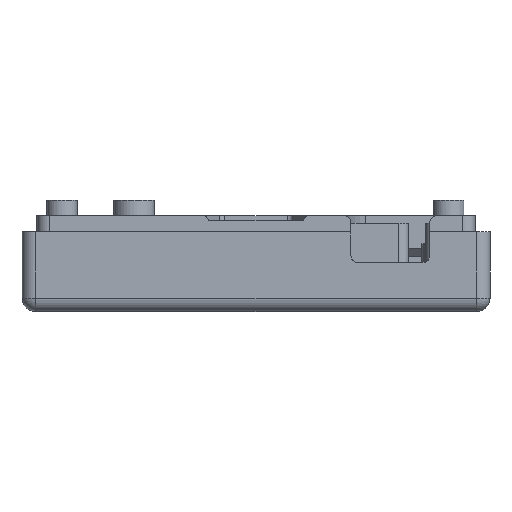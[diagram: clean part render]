
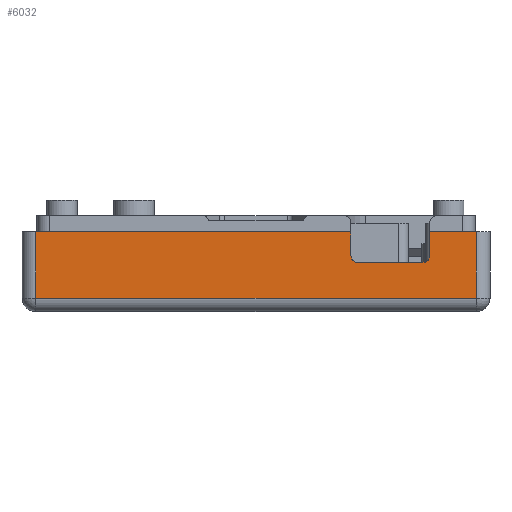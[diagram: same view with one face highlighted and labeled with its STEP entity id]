
A CAD part, front view. The second image highlights one B-rep face of the part: STEP entity #6032.
In plain terms, the highlighted planar face has unit normal (0, -1, 0).
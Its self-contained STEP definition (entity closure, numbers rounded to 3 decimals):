
#379=CIRCLE('',#6332,1.);
#380=CIRCLE('',#6336,1.);
#716=FACE_OUTER_BOUND('',#1067,.T.);
#1067=EDGE_LOOP('',(#4465,#4466,#4467,#4468,#4469,#4470,#4471,#4472,#4473,
#4474));
#1398=LINE('',#8662,#1944);
#1410=LINE('',#8691,#1956);
#1415=LINE('',#8711,#1961);
#1440=LINE('',#8766,#1986);
#1451=LINE('',#8801,#1997);
#1593=LINE('',#9548,#2139);
#1594=LINE('',#9550,#2140);
#1595=LINE('',#9551,#2141);
#1944=VECTOR('',#6959,10.);
#1956=VECTOR('',#6981,10.);
#1961=VECTOR('',#7004,10.);
#1986=VECTOR('',#7047,10.);
#1997=VECTOR('',#7074,10.);
#2139=VECTOR('',#7534,10.);
#2140=VECTOR('',#7535,10.);
#2141=VECTOR('',#7536,10.);
#2492=VERTEX_POINT('',#8659);
#2493=VERTEX_POINT('',#8661);
#2504=VERTEX_POINT('',#8688);
#2505=VERTEX_POINT('',#8690);
#2508=VERTEX_POINT('',#8697);
#2510=VERTEX_POINT('',#8704);
#2532=VERTEX_POINT('',#8764);
#2548=VERTEX_POINT('',#8800);
#2730=VERTEX_POINT('',#9547);
#2731=VERTEX_POINT('',#9549);
#3086=EDGE_CURVE('',#2493,#2492,#1398,.T.);
#3100=EDGE_CURVE('',#2505,#2504,#1410,.T.);
#3104=EDGE_CURVE('',#2508,#2504,#379,.T.);
#3107=EDGE_CURVE('',#2493,#2510,#380,.T.);
#3111=EDGE_CURVE('',#2508,#2510,#1415,.T.);
#3137=EDGE_CURVE('',#2532,#2492,#1440,.T.);
#3156=EDGE_CURVE('',#2505,#2548,#1451,.T.);
#3405=EDGE_CURVE('',#2730,#2532,#1593,.T.);
#3406=EDGE_CURVE('',#2731,#2730,#1594,.T.);
#3407=EDGE_CURVE('',#2548,#2731,#1595,.T.);
#4465=ORIENTED_EDGE('',*,*,#3100,.T.);
#4466=ORIENTED_EDGE('',*,*,#3104,.F.);
#4467=ORIENTED_EDGE('',*,*,#3111,.T.);
#4468=ORIENTED_EDGE('',*,*,#3107,.F.);
#4469=ORIENTED_EDGE('',*,*,#3086,.T.);
#4470=ORIENTED_EDGE('',*,*,#3137,.F.);
#4471=ORIENTED_EDGE('',*,*,#3405,.F.);
#4472=ORIENTED_EDGE('',*,*,#3406,.F.);
#4473=ORIENTED_EDGE('',*,*,#3407,.F.);
#4474=ORIENTED_EDGE('',*,*,#3156,.F.);
#5822=PLANE('',#6514);
#6032=ADVANCED_FACE('',(#716),#5822,.T.);
#6332=AXIS2_PLACEMENT_3D('',#8699,#6988,#6989);
#6336=AXIS2_PLACEMENT_3D('',#8705,#6996,#6997);
#6514=AXIS2_PLACEMENT_3D('',#9546,#7532,#7533);
#6959=DIRECTION('',(0.,0.,1.));
#6981=DIRECTION('',(0.,0.,-1.));
#6988=DIRECTION('center_axis',(0.,-1.,0.));
#6989=DIRECTION('ref_axis',(0.707,0.,-0.707));
#6996=DIRECTION('center_axis',(0.,-1.,0.));
#6997=DIRECTION('ref_axis',(-0.707,0.,-0.707));
#7004=DIRECTION('',(-1.,0.,0.));
#7047=DIRECTION('',(1.,0.,0.));
#7074=DIRECTION('',(1.,0.,0.));
#7532=DIRECTION('center_axis',(0.,-1.,0.));
#7533=DIRECTION('ref_axis',(1.,0.,0.));
#7534=DIRECTION('',(0.,0.,1.));
#7535=DIRECTION('',(-1.,0.,0.));
#7536=DIRECTION('',(0.,0.,-1.));
#8659=CARTESIAN_POINT('',(14.,-41.75,11.75));
#8661=CARTESIAN_POINT('',(14.,-41.75,8.25));
#8662=CARTESIAN_POINT('',(14.,-41.75,3.625));
#8688=CARTESIAN_POINT('',(25.6,-41.75,8.25));
#8690=CARTESIAN_POINT('',(25.6,-41.75,11.75));
#8691=CARTESIAN_POINT('',(25.6,-41.75,9.225));
#8697=CARTESIAN_POINT('',(24.6,-41.75,7.25));
#8699=CARTESIAN_POINT('Origin',(24.6,-41.75,8.25));
#8704=CARTESIAN_POINT('',(15.,-41.75,7.25));
#8705=CARTESIAN_POINT('Origin',(15.,-41.75,8.25));
#8711=CARTESIAN_POINT('',(-4.45,-41.75,7.25));
#8764=CARTESIAN_POINT('',(-32.5,-41.75,11.75));
#8766=CARTESIAN_POINT('',(-17.25,-41.75,11.75));
#8800=CARTESIAN_POINT('',(32.5,-41.75,11.75));
#8801=CARTESIAN_POINT('',(-17.25,-41.75,11.75));
#9546=CARTESIAN_POINT('Origin',(-34.5,-41.75,0.));
#9547=CARTESIAN_POINT('',(-32.5,-41.75,2.));
#9548=CARTESIAN_POINT('',(-32.5,-41.75,0.));
#9549=CARTESIAN_POINT('',(32.5,-41.75,2.));
#9550=CARTESIAN_POINT('',(-17.25,-41.75,2.));
#9551=CARTESIAN_POINT('',(32.5,-41.75,0.));
